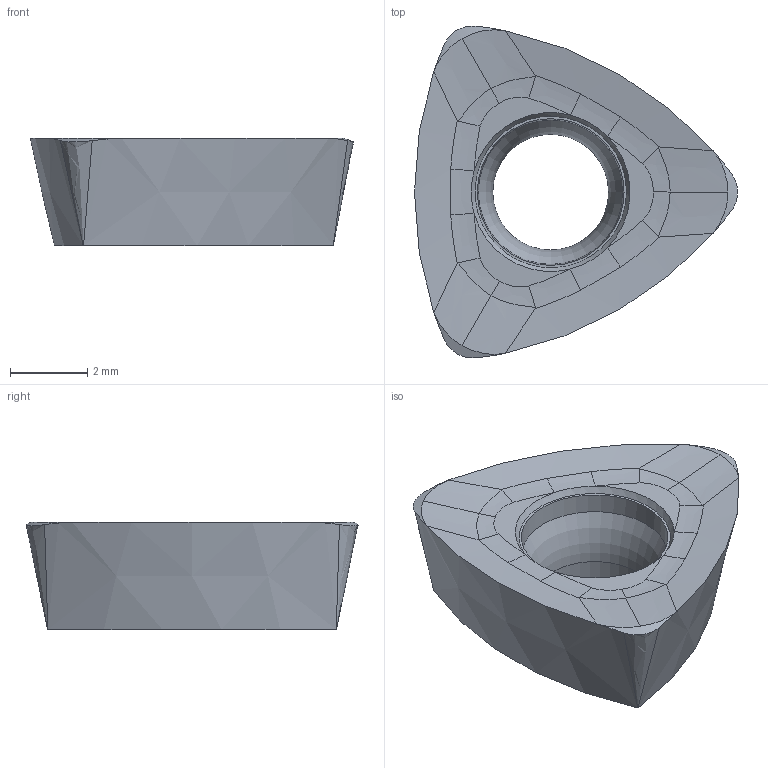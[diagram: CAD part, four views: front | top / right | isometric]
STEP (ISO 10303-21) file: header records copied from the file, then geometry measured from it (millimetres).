
FILE_DESCRIPTION(/* description */ (''),/* implementation_level */ '2;1');
FILE_NAME(/* name */ '218.19-100T-M06.stp',/* time_stamp */ '2016-06-21T16:51:23+05:00',/* author */ (''),/* organization */ (''),/* preprocessor_version */ 'ST-DEVELOPER v15',/* originating_system */ 'SIEMENS PLM Software NX 8.5',/* authorisation */ '');
FILE_SCHEMA (('AUTOMOTIVE_DESIGN { 1 0 10303 214 3 1 1 1 }'));
Length unit declared in the file: millimetre
Products named in the file (1): inpu166080453p66
Bounding box: 8.37 x 8.61 x 2.78 mm (x, y, z)
Volume: 91.4 mm3; surface area: 165.8 mm2
Topology: 1 solids, 1 shells, 50 faces, 137 edges, 90 vertices
Faces by surface type: bspline 18, plane 12, cone 12, torus 7, cylinder 1
Full cylindrical faces by diameter (mm): 3 x1
Entity records: 2143 total; most frequent: CARTESIAN_POINT 1067, ORIENTED_EDGE 260, DIRECTION 146, EDGE_CURVE 130, VERTEX_POINT 88, B_SPLINE_CURVE_WITH_KNOTS 84, AXIS2_PLACEMENT_3D 67, EDGE_LOOP 58
